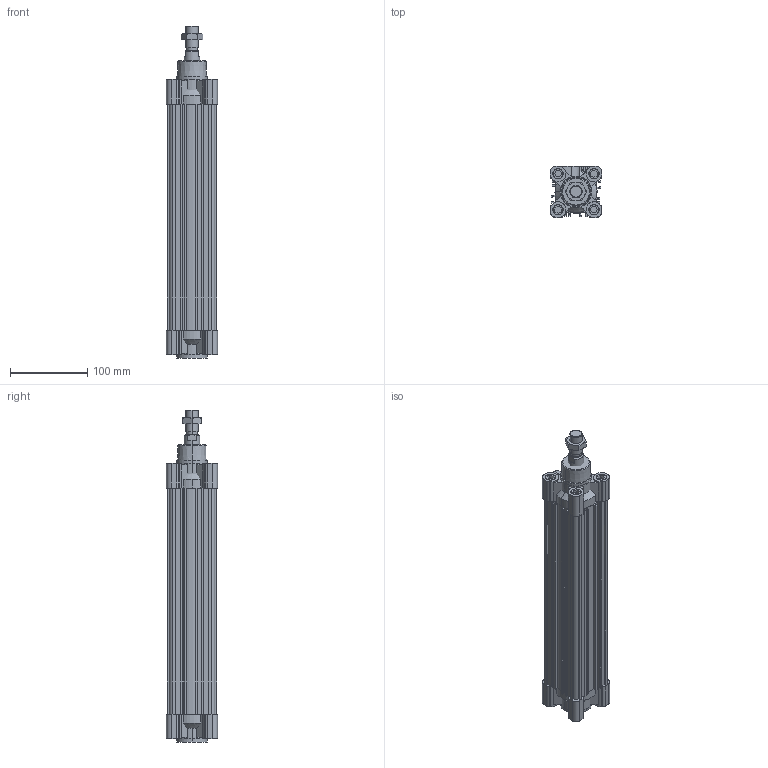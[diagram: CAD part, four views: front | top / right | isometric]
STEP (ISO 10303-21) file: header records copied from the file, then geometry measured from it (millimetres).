
FILE_DESCRIPTION (( 'STEP AP214' ), '1' );
FILE_NAME ('CP96SDB50-250C.step.step', '2015-05-13T13:55:37', ( 'Windows User' ), ( '' ), 'SwSTEP 2.0', 'SolidWorks 2015', '' );
FILE_SCHEMA (( 'AUTOMOTIVE_DESIGN' ));
Length unit declared in the file: millimetre
Products named in the file (7): CP96SDB50-250C.step; CP96SDB50-250C.step_Rod_Nut_16x1.5; CP96SDB50-250C.step_Tie-rod_50; CP96SDB50-250C.step_50_Head_Cover; CP96SDB50-250C.step_50_Rod_Cover; CP96SDB50-250C.step_C96_Rod_50; CP96SDB50-250C.step_Cylinder_Tube_50
Assembly tree (9 placements, depth 2):
  CP96SDB50-250C.step
    CP96SDB50-250C.step_Cylinder_Tube_50
    CP96SDB50-250C.step_C96_Rod_50
    CP96SDB50-250C.step_50_Rod_Cover
    CP96SDB50-250C.step_50_Head_Cover
    CP96SDB50-250C.step_Tie-rod_50  x4
    CP96SDB50-250C.step_Rod_Nut_16x1.5
Bounding box: 66 x 66 x 429 mm (x, y, z)
Volume: 949642.6 mm3; surface area: 309926.3 mm2
Topology: 9 solids, 9 shells, 520 faces, 1332 edges, 864 vertices
Faces by surface type: plane 280, cylinder 164, cone 74, torus 2
Entity records: 13952 total; most frequent: CARTESIAN_POINT 2582, DIRECTION 2374, ORIENTED_EDGE 2284, EDGE_CURVE 1142, AXIS2_PLACEMENT_3D 832, VERTEX_POINT 744, VECTOR 710, LINE 710
